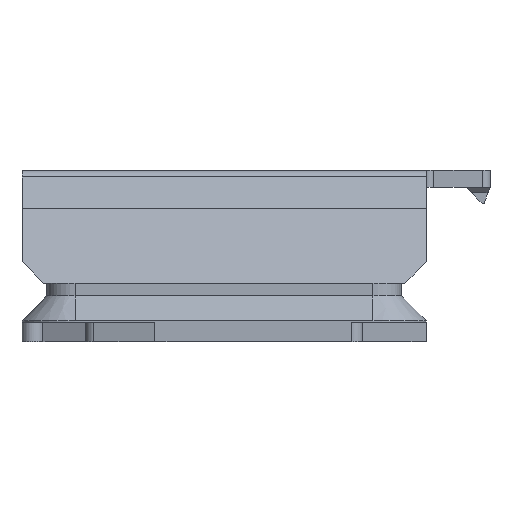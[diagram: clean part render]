
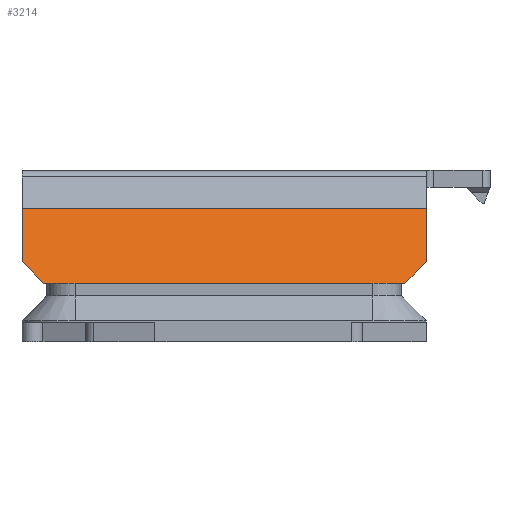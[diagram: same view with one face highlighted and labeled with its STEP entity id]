
A CAD part, front view. The second image highlights one B-rep face of the part: STEP entity #3214.
In plain terms, the highlighted planar face has unit normal (0, -0.924, 0.383).
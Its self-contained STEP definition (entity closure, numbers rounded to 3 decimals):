
#885 = PLANE('',#886);
#886 = AXIS2_PLACEMENT_3D('',#887,#888,#889);
#887 = CARTESIAN_POINT('',(-19.,0.,12.138));
#888 = DIRECTION('',(1.,0.,0.));
#889 = DIRECTION('',(0.,0.,1.));
#941 = PLANE('',#942);
#942 = AXIS2_PLACEMENT_3D('',#943,#944,#945);
#943 = CARTESIAN_POINT('',(19.,0.,12.138));
#944 = DIRECTION('',(1.,0.,0.));
#945 = DIRECTION('',(0.,0.,1.));
#2264 = VERTEX_POINT('',#2265);
#2265 = CARTESIAN_POINT('',(-19.,-10.545,12.5));
#2279 = PLANE('',#2280);
#2280 = AXIS2_PLACEMENT_3D('',#2281,#2282,#2283);
#2281 = CARTESIAN_POINT('',(19.,-9.075,16.1));
#2282 = DIRECTION('',(0.,-0.926,0.378
    ));
#2283 = DIRECTION('',(0.,-0.378,-0.926)
  );
#2291 = EDGE_CURVE('',#2264,#2292,#2294,.T.);
#2292 = VERTEX_POINT('',#2293);
#2293 = CARTESIAN_POINT('',(-19.,-12.62,7.5));
#2294 = SURFACE_CURVE('',#2295,(#2299,#2306),.PCURVE_S1.);
#2295 = LINE('',#2296,#2297);
#2296 = CARTESIAN_POINT('',(-19.,-10.545,12.5));
#2297 = VECTOR('',#2298,1.);
#2298 = DIRECTION('',(0.,-0.383,-0.924)
  );
#2299 = PCURVE('',#885,#2300);
#2300 = DEFINITIONAL_REPRESENTATION('',(#2301),#2305);
#2301 = LINE('',#2302,#2303);
#2302 = CARTESIAN_POINT('',(0.362,10.545));
#2303 = VECTOR('',#2304,1.);
#2304 = DIRECTION('',(-0.924,0.383));
#2305 = ( GEOMETRIC_REPRESENTATION_CONTEXT(2) 
PARAMETRIC_REPRESENTATION_CONTEXT() REPRESENTATION_CONTEXT('2D SPACE',''
  ) );
#2306 = PCURVE('',#2307,#2312);
#2307 = PLANE('',#2308);
#2308 = AXIS2_PLACEMENT_3D('',#2309,#2310,#2311);
#2309 = CARTESIAN_POINT('',(19.,-10.545,12.5));
#2310 = DIRECTION('',(0.,-0.924,0.383)
  );
#2311 = DIRECTION('',(0.,-0.383,-0.924)
  );
#2312 = DEFINITIONAL_REPRESENTATION('',(#2313),#2317);
#2313 = LINE('',#2314,#2315);
#2314 = CARTESIAN_POINT('',(0.,-38.));
#2315 = VECTOR('',#2316,1.);
#2316 = DIRECTION('',(1.,0.));
#2317 = ( GEOMETRIC_REPRESENTATION_CONTEXT(2) 
PARAMETRIC_REPRESENTATION_CONTEXT() REPRESENTATION_CONTEXT('2D SPACE',''
  ) );
#2333 = PLANE('',#2334);
#2334 = AXIS2_PLACEMENT_3D('',#2335,#2336,#2337);
#2335 = CARTESIAN_POINT('',(-18.,-13.45,6.5));
#2336 = DIRECTION('',(0.707,0.,0.707)
  );
#2337 = DIRECTION('',(0.,-1.,0.));
#2405 = VERTEX_POINT('',#2406);
#2406 = CARTESIAN_POINT('',(19.,-10.545,12.5));
#2427 = EDGE_CURVE('',#2405,#2428,#2430,.T.);
#2428 = VERTEX_POINT('',#2429);
#2429 = CARTESIAN_POINT('',(19.,-12.62,7.5));
#2430 = SURFACE_CURVE('',#2431,(#2435,#2442),.PCURVE_S1.);
#2431 = LINE('',#2432,#2433);
#2432 = CARTESIAN_POINT('',(19.,-10.545,12.5));
#2433 = VECTOR('',#2434,1.);
#2434 = DIRECTION('',(0.,-0.383,-0.924)
  );
#2435 = PCURVE('',#941,#2436);
#2436 = DEFINITIONAL_REPRESENTATION('',(#2437),#2441);
#2437 = LINE('',#2438,#2439);
#2438 = CARTESIAN_POINT('',(0.362,10.545));
#2439 = VECTOR('',#2440,1.);
#2440 = DIRECTION('',(-0.924,0.383));
#2441 = ( GEOMETRIC_REPRESENTATION_CONTEXT(2) 
PARAMETRIC_REPRESENTATION_CONTEXT() REPRESENTATION_CONTEXT('2D SPACE',''
  ) );
#2442 = PCURVE('',#2307,#2443);
#2443 = DEFINITIONAL_REPRESENTATION('',(#2444),#2448);
#2444 = LINE('',#2445,#2446);
#2445 = CARTESIAN_POINT('',(0.,0.));
#2446 = VECTOR('',#2447,1.);
#2447 = DIRECTION('',(1.,0.));
#2448 = ( GEOMETRIC_REPRESENTATION_CONTEXT(2) 
PARAMETRIC_REPRESENTATION_CONTEXT() REPRESENTATION_CONTEXT('2D SPACE',''
  ) );
#2466 = PLANE('',#2467);
#2467 = AXIS2_PLACEMENT_3D('',#2468,#2469,#2470);
#2468 = CARTESIAN_POINT('',(18.,-13.45,6.5));
#2469 = DIRECTION('',(0.707,0.,-0.707
    ));
#2470 = DIRECTION('',(0.,-1.,0.));
#3053 = PLANE('',#3054);
#3054 = AXIS2_PLACEMENT_3D('',#3055,#3056,#3057);
#3055 = CARTESIAN_POINT('',(19.,-13.45,5.5));
#3056 = DIRECTION('',(0.,0.,-1.));
#3057 = DIRECTION('',(0.,1.,0.));
#3104 = PLANE('',#3105);
#3105 = AXIS2_PLACEMENT_3D('',#3106,#3107,#3108);
#3106 = CARTESIAN_POINT('',(19.,-13.45,5.5));
#3107 = DIRECTION('',(0.,0.,-1.));
#3108 = DIRECTION('',(0.,1.,0.));
#3169 = EDGE_CURVE('',#2292,#3170,#3172,.T.);
#3170 = VERTEX_POINT('',#3171);
#3171 = CARTESIAN_POINT('',(-17.,-13.45,5.5));
#3172 = SURFACE_CURVE('',#3173,(#3177,#3184),.PCURVE_S1.);
#3173 = LINE('',#3174,#3175);
#3174 = CARTESIAN_POINT('',(-11.063,-15.914,
    -0.437));
#3175 = VECTOR('',#3176,1.);
#3176 = DIRECTION('',(0.678,-0.282,-0.678));
#3177 = PCURVE('',#2333,#3178);
#3178 = DEFINITIONAL_REPRESENTATION('',(#3179),#3183);
#3179 = LINE('',#3180,#3181);
#3180 = CARTESIAN_POINT('',(2.464,9.811));
#3181 = VECTOR('',#3182,1.);
#3182 = DIRECTION('',(0.282,0.96));
#3183 = ( GEOMETRIC_REPRESENTATION_CONTEXT(2) 
PARAMETRIC_REPRESENTATION_CONTEXT() REPRESENTATION_CONTEXT('2D SPACE',''
  ) );
#3184 = PCURVE('',#2307,#3185);
#3185 = DEFINITIONAL_REPRESENTATION('',(#3186),#3190);
#3186 = LINE('',#3187,#3188);
#3187 = CARTESIAN_POINT('',(14.007,-30.063));
#3188 = VECTOR('',#3189,1.);
#3189 = DIRECTION('',(0.735,0.678));
#3190 = ( GEOMETRIC_REPRESENTATION_CONTEXT(2) 
PARAMETRIC_REPRESENTATION_CONTEXT() REPRESENTATION_CONTEXT('2D SPACE',''
  ) );
#3214 = ADVANCED_FACE('',(#3215),#2307,.T.);
#3215 = FACE_BOUND('',#3216,.T.);
#3216 = EDGE_LOOP('',(#3217,#3242,#3263,#3264,#3285,#3286,#3287,#3310));
#3217 = ORIENTED_EDGE('',*,*,#3218,.F.);
#3218 = EDGE_CURVE('',#3219,#3221,#3223,.T.);
#3219 = VERTEX_POINT('',#3220);
#3220 = CARTESIAN_POINT('',(17.,-13.45,5.5));
#3221 = VERTEX_POINT('',#3222);
#3222 = CARTESIAN_POINT('',(16.65,-13.45,5.5));
#3223 = SURFACE_CURVE('',#3224,(#3228,#3235),.PCURVE_S1.);
#3224 = LINE('',#3225,#3226);
#3225 = CARTESIAN_POINT('',(19.,-13.45,5.5));
#3226 = VECTOR('',#3227,1.);
#3227 = DIRECTION('',(-1.,0.,0.));
#3228 = PCURVE('',#2307,#3229);
#3229 = DEFINITIONAL_REPRESENTATION('',(#3230),#3234);
#3230 = LINE('',#3231,#3232);
#3231 = CARTESIAN_POINT('',(7.579,0.));
#3232 = VECTOR('',#3233,1.);
#3233 = DIRECTION('',(0.,-1.));
#3234 = ( GEOMETRIC_REPRESENTATION_CONTEXT(2) 
PARAMETRIC_REPRESENTATION_CONTEXT() REPRESENTATION_CONTEXT('2D SPACE',''
  ) );
#3235 = PCURVE('',#3053,#3236);
#3236 = DEFINITIONAL_REPRESENTATION('',(#3237),#3241);
#3237 = LINE('',#3238,#3239);
#3238 = CARTESIAN_POINT('',(0.,0.));
#3239 = VECTOR('',#3240,1.);
#3240 = DIRECTION('',(0.,-1.));
#3241 = ( GEOMETRIC_REPRESENTATION_CONTEXT(2) 
PARAMETRIC_REPRESENTATION_CONTEXT() REPRESENTATION_CONTEXT('2D SPACE',''
  ) );
#3242 = ORIENTED_EDGE('',*,*,#3243,.F.);
#3243 = EDGE_CURVE('',#2428,#3219,#3244,.T.);
#3244 = SURFACE_CURVE('',#3245,(#3249,#3256),.PCURVE_S1.);
#3245 = LINE('',#3246,#3247);
#3246 = CARTESIAN_POINT('',(19.809,-12.284,
    8.309));
#3247 = VECTOR('',#3248,1.);
#3248 = DIRECTION('',(-0.678,-0.282,-0.678));
#3249 = PCURVE('',#2307,#3250);
#3250 = DEFINITIONAL_REPRESENTATION('',(#3251),#3255);
#3251 = LINE('',#3252,#3253);
#3252 = CARTESIAN_POINT('',(4.537,0.809));
#3253 = VECTOR('',#3254,1.);
#3254 = DIRECTION('',(0.735,-0.678));
#3255 = ( GEOMETRIC_REPRESENTATION_CONTEXT(2) 
PARAMETRIC_REPRESENTATION_CONTEXT() REPRESENTATION_CONTEXT('2D SPACE',''
  ) );
#3256 = PCURVE('',#2466,#3257);
#3257 = DEFINITIONAL_REPRESENTATION('',(#3258),#3262);
#3258 = LINE('',#3259,#3260);
#3259 = CARTESIAN_POINT('',(-1.166,-2.559));
#3260 = VECTOR('',#3261,1.);
#3261 = DIRECTION('',(0.282,0.96));
#3262 = ( GEOMETRIC_REPRESENTATION_CONTEXT(2) 
PARAMETRIC_REPRESENTATION_CONTEXT() REPRESENTATION_CONTEXT('2D SPACE',''
  ) );
#3263 = ORIENTED_EDGE('',*,*,#2427,.F.);
#3264 = ORIENTED_EDGE('',*,*,#3265,.T.);
#3265 = EDGE_CURVE('',#2405,#2264,#3266,.T.);
#3266 = SURFACE_CURVE('',#3267,(#3271,#3278),.PCURVE_S1.);
#3267 = LINE('',#3268,#3269);
#3268 = CARTESIAN_POINT('',(19.,-10.545,12.5));
#3269 = VECTOR('',#3270,1.);
#3270 = DIRECTION('',(-1.,0.,0.));
#3271 = PCURVE('',#2307,#3272);
#3272 = DEFINITIONAL_REPRESENTATION('',(#3273),#3277);
#3273 = LINE('',#3274,#3275);
#3274 = CARTESIAN_POINT('',(0.,0.));
#3275 = VECTOR('',#3276,1.);
#3276 = DIRECTION('',(0.,-1.));
#3277 = ( GEOMETRIC_REPRESENTATION_CONTEXT(2) 
PARAMETRIC_REPRESENTATION_CONTEXT() REPRESENTATION_CONTEXT('2D SPACE',''
  ) );
#3278 = PCURVE('',#2279,#3279);
#3279 = DEFINITIONAL_REPRESENTATION('',(#3280),#3284);
#3280 = LINE('',#3281,#3282);
#3281 = CARTESIAN_POINT('',(3.889,0.));
#3282 = VECTOR('',#3283,1.);
#3283 = DIRECTION('',(0.,-1.));
#3284 = ( GEOMETRIC_REPRESENTATION_CONTEXT(2) 
PARAMETRIC_REPRESENTATION_CONTEXT() REPRESENTATION_CONTEXT('2D SPACE',''
  ) );
#3285 = ORIENTED_EDGE('',*,*,#2291,.T.);
#3286 = ORIENTED_EDGE('',*,*,#3169,.T.);
#3287 = ORIENTED_EDGE('',*,*,#3288,.F.);
#3288 = EDGE_CURVE('',#3289,#3170,#3291,.T.);
#3289 = VERTEX_POINT('',#3290);
#3290 = CARTESIAN_POINT('',(-16.65,-13.45,5.5));
#3291 = SURFACE_CURVE('',#3292,(#3296,#3303),.PCURVE_S1.);
#3292 = LINE('',#3293,#3294);
#3293 = CARTESIAN_POINT('',(19.,-13.45,5.5));
#3294 = VECTOR('',#3295,1.);
#3295 = DIRECTION('',(-1.,0.,0.));
#3296 = PCURVE('',#2307,#3297);
#3297 = DEFINITIONAL_REPRESENTATION('',(#3298),#3302);
#3298 = LINE('',#3299,#3300);
#3299 = CARTESIAN_POINT('',(7.579,0.));
#3300 = VECTOR('',#3301,1.);
#3301 = DIRECTION('',(0.,-1.));
#3302 = ( GEOMETRIC_REPRESENTATION_CONTEXT(2) 
PARAMETRIC_REPRESENTATION_CONTEXT() REPRESENTATION_CONTEXT('2D SPACE',''
  ) );
#3303 = PCURVE('',#3104,#3304);
#3304 = DEFINITIONAL_REPRESENTATION('',(#3305),#3309);
#3305 = LINE('',#3306,#3307);
#3306 = CARTESIAN_POINT('',(0.,0.));
#3307 = VECTOR('',#3308,1.);
#3308 = DIRECTION('',(0.,-1.));
#3309 = ( GEOMETRIC_REPRESENTATION_CONTEXT(2) 
PARAMETRIC_REPRESENTATION_CONTEXT() REPRESENTATION_CONTEXT('2D SPACE',''
  ) );
#3310 = ORIENTED_EDGE('',*,*,#3311,.F.);
#3311 = EDGE_CURVE('',#3221,#3289,#3312,.T.);
#3312 = SURFACE_CURVE('',#3313,(#3317,#3324),.PCURVE_S1.);
#3313 = LINE('',#3314,#3315);
#3314 = CARTESIAN_POINT('',(19.,-13.45,5.5));
#3315 = VECTOR('',#3316,1.);
#3316 = DIRECTION('',(-1.,0.,0.));
#3317 = PCURVE('',#2307,#3318);
#3318 = DEFINITIONAL_REPRESENTATION('',(#3319),#3323);
#3319 = LINE('',#3320,#3321);
#3320 = CARTESIAN_POINT('',(7.579,0.));
#3321 = VECTOR('',#3322,1.);
#3322 = DIRECTION('',(0.,-1.));
#3323 = ( GEOMETRIC_REPRESENTATION_CONTEXT(2) 
PARAMETRIC_REPRESENTATION_CONTEXT() REPRESENTATION_CONTEXT('2D SPACE',''
  ) );
#3324 = PCURVE('',#3325,#3330);
#3325 = PLANE('',#3326);
#3326 = AXIS2_PLACEMENT_3D('',#3327,#3328,#3329);
#3327 = CARTESIAN_POINT('',(0.,0.,5.5));
#3328 = DIRECTION('',(0.,0.,1.));
#3329 = DIRECTION('',(1.,0.,0.));
#3330 = DEFINITIONAL_REPRESENTATION('',(#3331),#3335);
#3331 = LINE('',#3332,#3333);
#3332 = CARTESIAN_POINT('',(19.,-13.45));
#3333 = VECTOR('',#3334,1.);
#3334 = DIRECTION('',(-1.,0.));
#3335 = ( GEOMETRIC_REPRESENTATION_CONTEXT(2) 
PARAMETRIC_REPRESENTATION_CONTEXT() REPRESENTATION_CONTEXT('2D SPACE',''
  ) );
